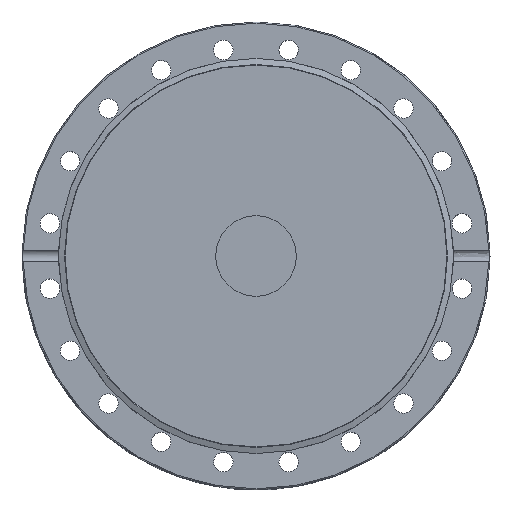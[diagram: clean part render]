
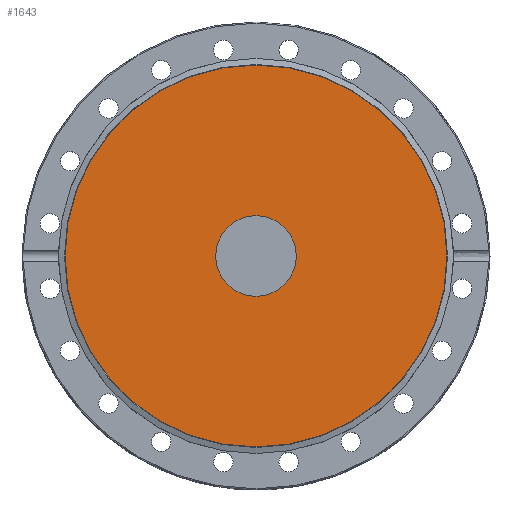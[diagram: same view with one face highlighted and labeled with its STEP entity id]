
A CAD part, top view. The second image highlights one B-rep face of the part: STEP entity #1643.
In plain terms, the highlighted planar face has unit normal (0, 0, 1).
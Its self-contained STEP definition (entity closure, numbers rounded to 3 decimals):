
#123=CARTESIAN_POINT('',(17.5,0.,20.8));
#124=VERTEX_POINT('',#123);
#125=CARTESIAN_POINT('',(0.0,0.,20.8));
#126=DIRECTION('',(0.0,0.0,-1.0));
#127=DIRECTION('',(-1.0,0.0,0.0));
#128=AXIS2_PLACEMENT_3D('',#125,#126,#127);
#129=CIRCLE('',#128,17.5);
#130=EDGE_CURVE('',#124,#124,#129,.T.);
#1617=CARTESIAN_POINT('',(0.0,-82.832,20.8));
#1618=VERTEX_POINT('',#1617);
#1619=CARTESIAN_POINT('',(0.0,0.,20.8));
#1620=DIRECTION('',(0.0,0.0,-1.0));
#1621=DIRECTION('',(0.0,-1.0,0.0));
#1622=AXIS2_PLACEMENT_3D('',#1619,#1620,#1621);
#1623=CIRCLE('',#1622,82.832);
#1624=EDGE_CURVE('',#1618,#1618,#1623,.T.);
#1632=CARTESIAN_POINT('',(0.0,-41.416,20.8));
#1633=DIRECTION('',(0.0,0.0,-1.0));
#1634=DIRECTION('',(-1.0,0.0,0.0));
#1635=AXIS2_PLACEMENT_3D('',#1632,#1633,#1634);
#1636=PLANE('',#1635);
#1637=ORIENTED_EDGE('',*,*,#1624,.F.);
#1638=EDGE_LOOP('',(#1637));
#1639=FACE_OUTER_BOUND('',#1638,.T.);
#1640=ORIENTED_EDGE('',*,*,#130,.T.);
#1641=EDGE_LOOP('',(#1640));
#1642=FACE_BOUND('',#1641,.T.);
#1643=ADVANCED_FACE('',(#1639,#1642),#1636,.F.);
